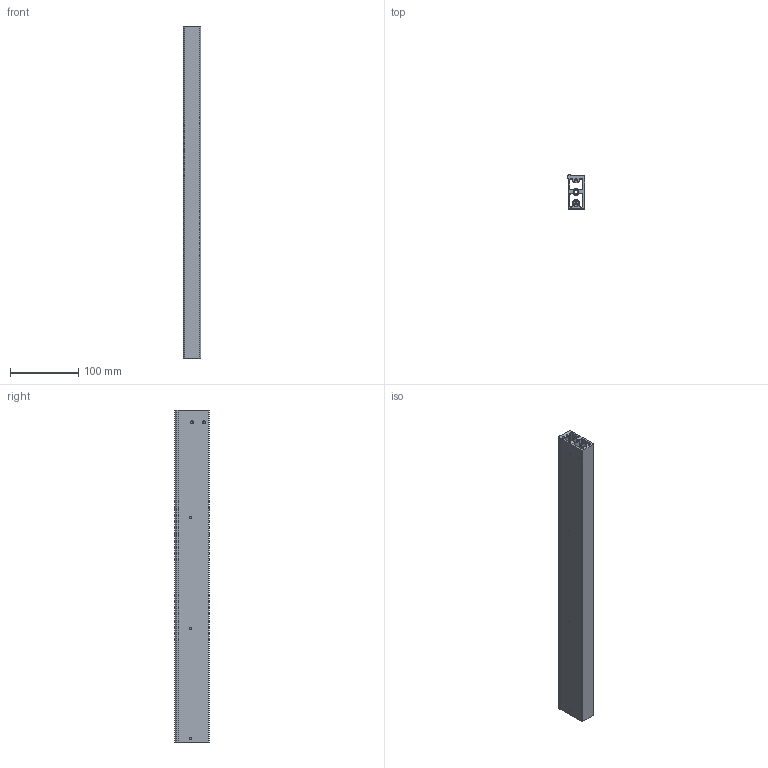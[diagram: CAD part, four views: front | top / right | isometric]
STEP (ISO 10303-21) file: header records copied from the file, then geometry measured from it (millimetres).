
FILE_DESCRIPTION (( 'STEP AP203' ), '1' );
FILE_NAME ('階詢綴衵.STEP', '2022-09-27T05:52:28', ( '' ), ( '' ), 'SwSTEP 2.0', 'SolidWorks 2016', '' );
FILE_SCHEMA (( 'CONFIG_CONTROL_DESIGN' ));
Length unit declared in the file: millimetre
Products named in the file (1): 階詢綴衵
Bounding box: 25 x 50 x 485 mm (x, y, z)
Volume: 298205.4 mm3; surface area: 176150.3 mm2
Topology: 1 solids, 1 shells, 83 faces, 262 edges, 174 vertices
Faces by surface type: cylinder 52, plane 28, cone 3
Entity records: 3629 total; most frequent: CARTESIAN_POINT 1155, ORIENTED_EDGE 524, DIRECTION 479, EDGE_CURVE 262, VERTEX_POINT 174, AXIS2_PLACEMENT_3D 173, LINE 133, VECTOR 133
